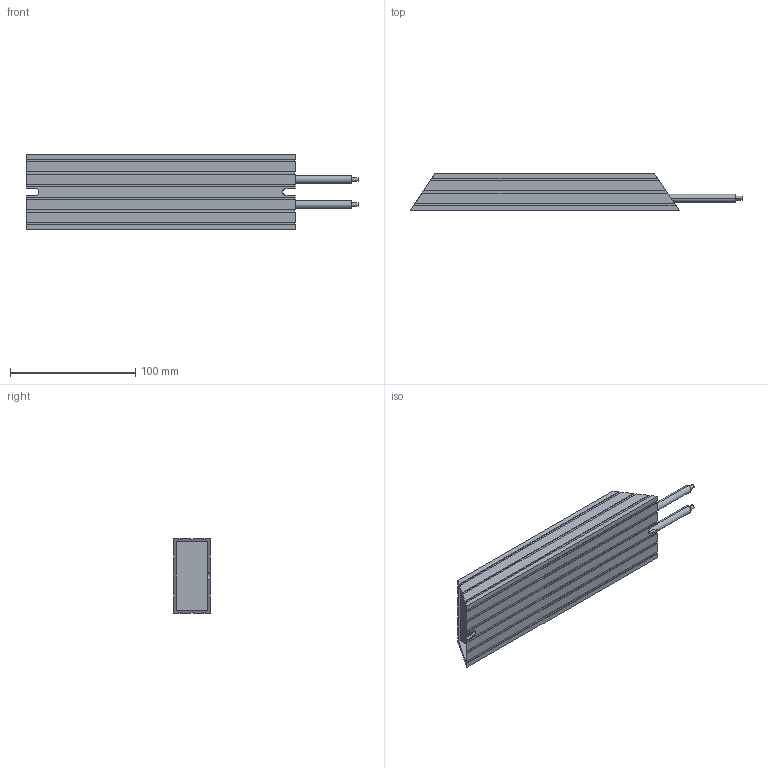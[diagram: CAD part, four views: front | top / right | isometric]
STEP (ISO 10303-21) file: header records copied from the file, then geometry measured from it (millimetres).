
FILE_DESCRIPTION (( 'STEP AP214' ), '1' );
FILE_NAME ('VFD-BR-A3-PD-3D00-BR300W400.STEP', '2021-08-18T20:08:32', ( '' ), ( '' ), 'SwSTEP 2.0', 'SolidWorks 2017', '' );
FILE_SCHEMA (( 'AUTOMOTIVE_DESIGN' ));
Length unit declared in the file: inch
Products named in the file (1): VFD-BR-A3-PD-3D00-BR300W400
Bounding box: 265 x 30 x 60 mm (x, y, z)
Volume: 324064.5 mm3; surface area: 48049.5 mm2
Topology: 1 solids, 1 shells, 106 faces, 300 edges, 200 vertices
Faces by surface type: plane 96, cylinder 10
Entity records: 3424 total; most frequent: CARTESIAN_POINT 607, ORIENTED_EDGE 600, DIRECTION 534, EDGE_CURVE 300, LINE 280, VECTOR 280, VERTEX_POINT 200, AXIS2_PLACEMENT_3D 127
